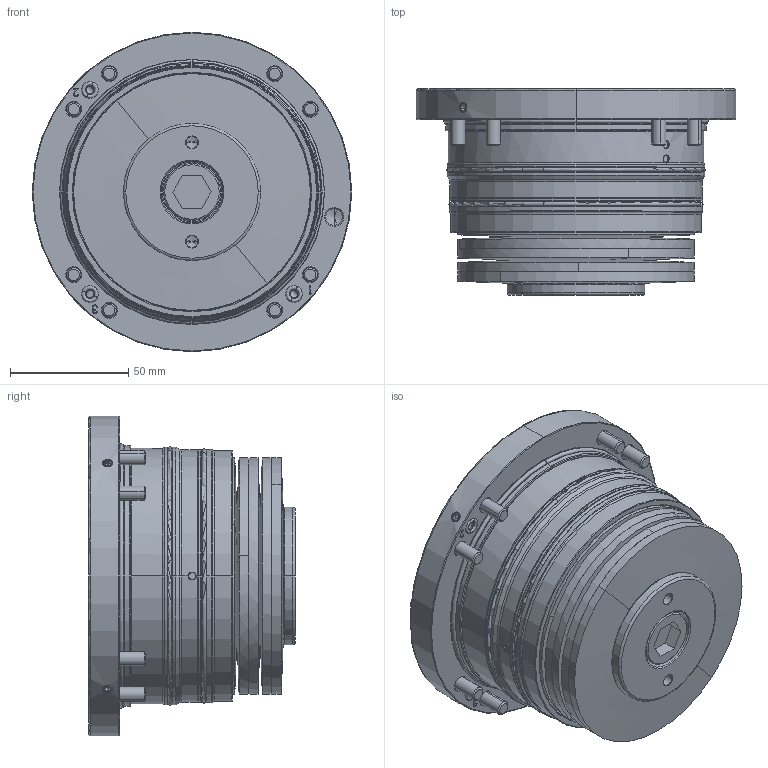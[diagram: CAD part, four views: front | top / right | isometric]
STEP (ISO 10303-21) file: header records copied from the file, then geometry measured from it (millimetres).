
FILE_DESCRIPTION (( 'STEP AP214' ), '1' );
FILE_NAME ('801 202 SPEEDY classic 2 AG 069-002.STEP', '2014-10-16T08:46:38', ( '' ), ( '' ), 'SwSTEP 2.0', 'SolidWorks 2013', '' );
FILE_SCHEMA (( 'AUTOMOTIVE_DESIGN' ));
Length unit declared in the file: millimetre
Products named in the file (1): 801 202 SPEEDY classic 2 AG 069-002
Bounding box: 135 x 87.25 x 135 mm (x, y, z)
Volume: 742356.3 mm3; surface area: 137655.5 mm2
Topology: 1 solids, 65 shells, 1110 faces, 2596 edges, 1629 vertices
Faces by surface type: cylinder 384, plane 290, cone 206, torus 146, sphere 64, bspline 20
Entity records: 40240 total; most frequent: CARTESIAN_POINT 10129, DIRECTION 5836, ORIENTED_EDGE 5010, EDGE_CURVE 2505, AXIS2_PLACEMENT_3D 2464, VERTEX_POINT 1581, CIRCLE 1373, EDGE_LOOP 1238
